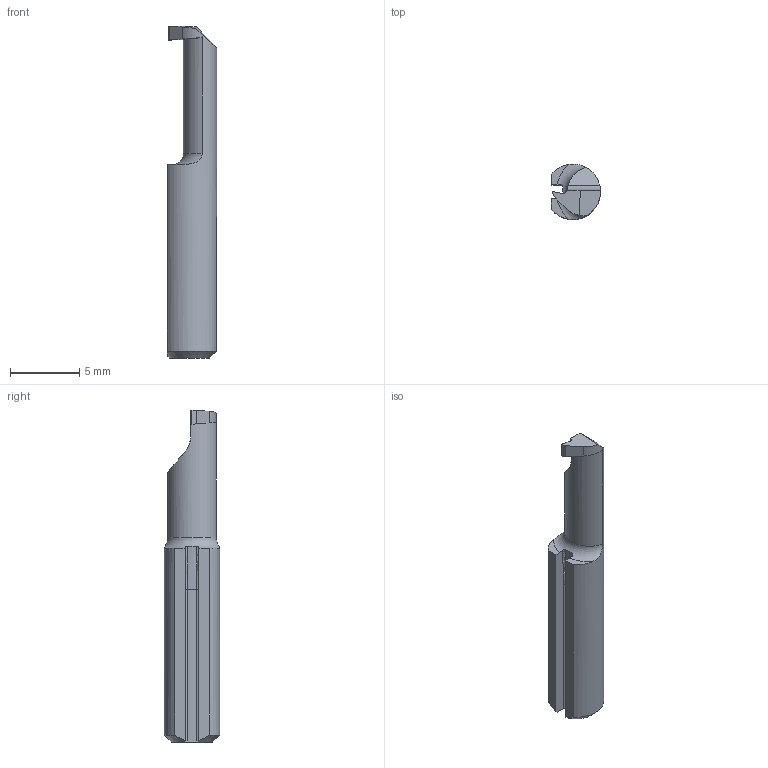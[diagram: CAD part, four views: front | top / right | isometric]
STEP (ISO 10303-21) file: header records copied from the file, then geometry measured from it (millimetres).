
FILE_DESCRIPTION (( 'STEP AP203' ), '1' );
FILE_NAME ('L004.0100-10.step', '2024-04-04T05:49:49', ( '' ), ( '' ), 'SwSTEP 2.0', 'SolidWorks 2022', '' );
FILE_SCHEMA (( 'CONFIG_CONTROL_DESIGN' ));
Length unit declared in the file: millimetre
Products named in the file (1): L004.0100-10
Bounding box: 3.55 x 4 x 24 mm (x, y, z)
Volume: 203.4 mm3; surface area: 296.6 mm2
Topology: 1 solids, 1 shells, 29 faces, 78 edges, 51 vertices
Faces by surface type: plane 17, cylinder 8, torus 3, cone 1
Entity records: 1023 total; most frequent: CARTESIAN_POINT 255, ORIENTED_EDGE 156, DIRECTION 131, EDGE_CURVE 78, VERTEX_POINT 51, AXIS2_PLACEMENT_3D 45, VECTOR 41, LINE 41
